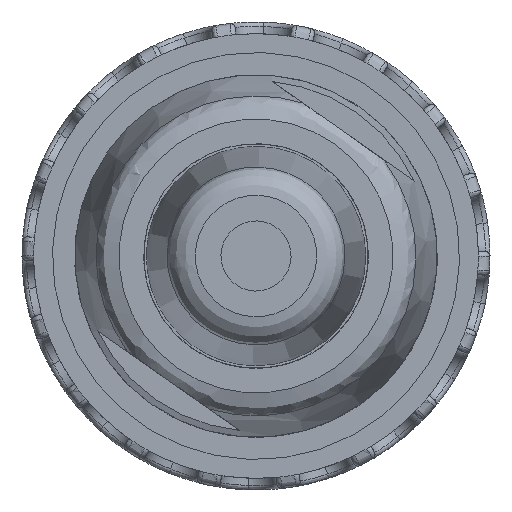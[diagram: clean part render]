
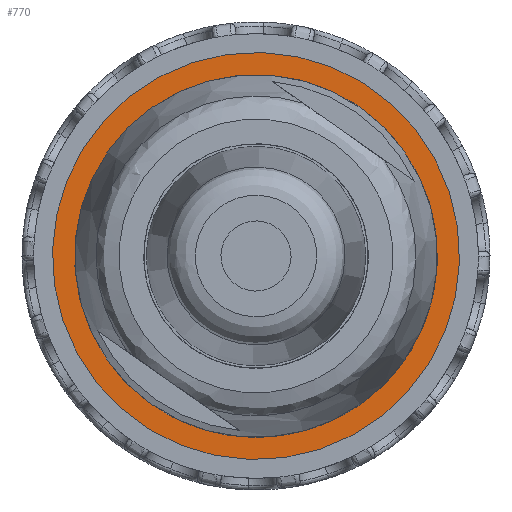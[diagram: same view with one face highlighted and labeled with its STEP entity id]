
A CAD part, front view. The second image highlights one B-rep face of the part: STEP entity #770.
In plain terms, the highlighted planar face has unit normal (0, -1, 0).
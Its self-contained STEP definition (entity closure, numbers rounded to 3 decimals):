
#248=FACE_BOUND('',#1491,.T.);
#249=FACE_BOUND('',#1492,.T.);
#327=PLANE('',#5601);
#770=ADVANCED_FACE('4-0-161',(#248,#249),#327,.T.);
#1491=EDGE_LOOP('',(#2634));
#1492=EDGE_LOOP('',(#2635));
#2634=ORIENTED_EDGE('',*,*,#4623,.F.);
#2635=ORIENTED_EDGE('',*,*,#4621,.T.);
#4023=VERTEX_POINT('',#7849);
#4025=VERTEX_POINT('',#7854);
#4621=EDGE_CURVE('',#4023,#4023,#5279,.T.);
#4623=EDGE_CURVE('',#4025,#4025,#5281,.T.);
#5279=CIRCLE('',#5597,8.7);
#5281=CIRCLE('',#5600,7.75);
#5597=AXIS2_PLACEMENT_3D('',#7848,#6287,#6288);
#5600=AXIS2_PLACEMENT_3D('',#7853,#6293,#6294);
#5601=AXIS2_PLACEMENT_3D('',#7855,#6295,#6296);
#6287=DIRECTION('',(0.,-1.,0.));
#6288=DIRECTION('',(-0.999,0.,0.032));
#6293=DIRECTION('',(0.,-1.,0.));
#6294=DIRECTION('',(0.,0.,-1.));
#6295=DIRECTION('',(0.,-1.,0.));
#6296=DIRECTION('',(0.999,0.,-0.032));
#7848=CARTESIAN_POINT('',(21.985,-36.665,0.));
#7849=CARTESIAN_POINT('',(13.289,-36.665,0.28));
#7853=CARTESIAN_POINT('',(21.985,-36.665,0.));
#7854=CARTESIAN_POINT('',(21.985,-36.665,-7.75));
#7855=CARTESIAN_POINT('',(12.112,-36.665,-9.257));
